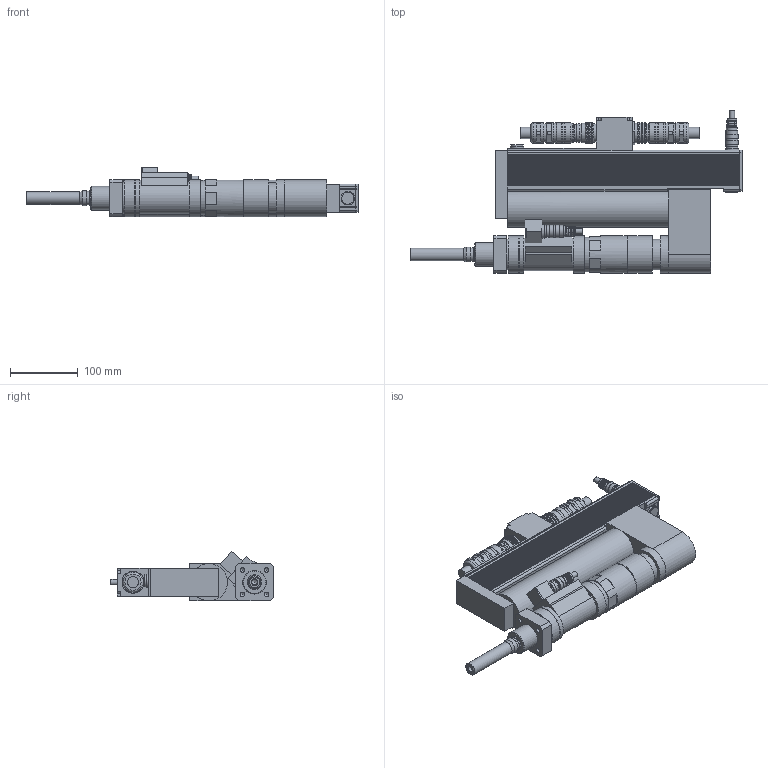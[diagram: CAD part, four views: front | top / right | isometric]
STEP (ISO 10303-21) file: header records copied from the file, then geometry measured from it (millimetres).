
FILE_DESCRIPTION((''),'2;1');
FILE_NAME('947519A6.stp','2011-03-25T14:28:59',('e4c32'),(''),'Autodesk Inventor 11','Autodesk Inventor 11','');
FILE_SCHEMA(('AUTOMOTIVE_DESIGN { 1 0 10303 214 1 1 1 1 }'));
Length unit declared in the file: millimetre
Products named in the file (7): 947519A6_IAM_001; 2ZB_IPT_001.ipt_Gerader Abtrieb; 2KXB_IPT_001; 1BUTS-XA_IPT_001.ipt_Motor und Getriebe; 961089-002_IPT_002.ipt_Stecker gerade; 961104-005_IPT_002.ipt_Stecker gerade; 961104-005_IPT_001.ipt_Stecker gerade
Assembly tree (7 placements, depth 2):
  947519A6_IAM_001
    2ZB_IPT_001.ipt_Gerader Abtrieb
    2KXB_IPT_001
    1BUTS-XA_IPT_001.ipt_Motor und Getriebe
    961089-002_IPT_002.ipt_Stecker gerade  x2
    961104-005_IPT_002.ipt_Stecker gerade
    961104-005_IPT_001.ipt_Stecker gerade
Bounding box: 490.8 x 239.94 x 73.32 mm (x, y, z)
Volume: 2834373.5 mm3; surface area: 298138.7 mm2
Topology: 7 solids, 9 shells, 1111 faces, 2788 edges, 1758 vertices
Faces by surface type: plane 735, cylinder 225, bspline 102, cone 37, torus 12
Full cylindrical faces by diameter (mm): 8 x2, 13.4 x2, 14 x10, 14.2 x2, 16 x7, 16.5 x2, 17 x2, 17.587 x4, 18 x7, 18.7 x5, 20 x5, 22 x3, 22.5 x1, 24 x1, 25.5 x1, 26.4 x1, 27 x1, 27.047 x1, 28 x3, 28.5 x1, 29.5 x3, 29.8 x4, 30 x4, 30.4 x2, 30.5 x3, 30.609 x1, 30.8 x4, 34.9 x1, 40 x1, 45 x1
Entity records: 30741 total; most frequent: CARTESIAN_POINT 6679, ORIENTED_EDGE 5128, DIRECTION 4584, EDGE_CURVE 2564, VERTEX_POINT 1692, VECTOR 1630, LINE 1630, AXIS2_PLACEMENT_3D 1477
